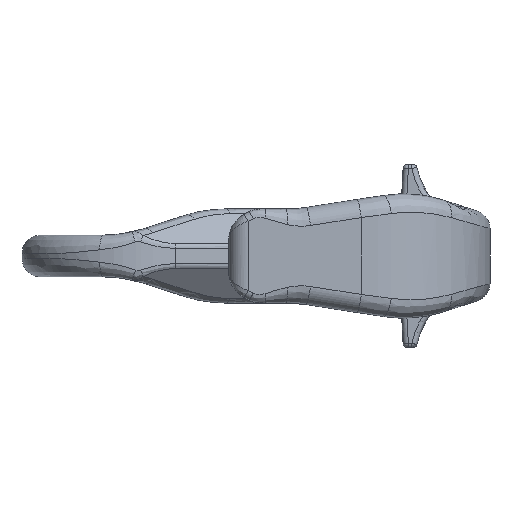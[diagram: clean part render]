
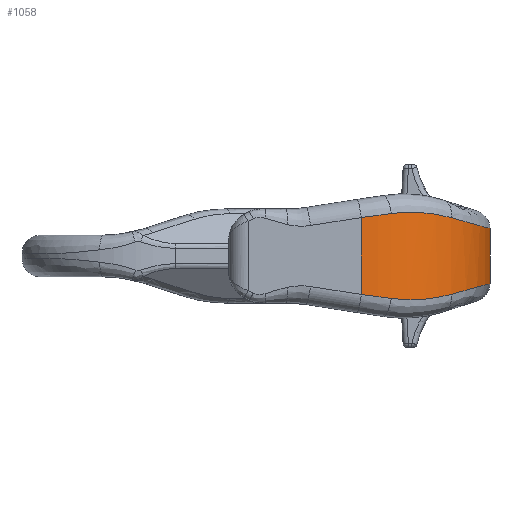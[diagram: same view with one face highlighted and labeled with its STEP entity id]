
A CAD part, front view. The second image highlights one B-rep face of the part: STEP entity #1058.
In plain terms, the highlighted cylindrical face has radius 53 mm (diameter 106 mm), a partial arc.
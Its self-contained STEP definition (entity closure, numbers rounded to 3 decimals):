
#585=CYLINDRICAL_SURFACE('',#6445,53.);
#670=FACE_OUTER_BOUND('',#2053,.T.);
#1058=ADVANCED_FACE('',(#670),#585,.T.);
#1567=LINE('',#9635,#1760);
#1568=LINE('',#9740,#1761);
#1760=VECTOR('',#6813,1.);
#1761=VECTOR('',#6816,1.);
#2053=EDGE_LOOP('',(#2656,#2657,#2658,#2659,#2660,#2661,#2662,#2663));
#2656=ORIENTED_EDGE('',*,*,#5097,.T.);
#2657=ORIENTED_EDGE('',*,*,#5098,.T.);
#2658=ORIENTED_EDGE('',*,*,#5099,.T.);
#2659=ORIENTED_EDGE('',*,*,#5100,.T.);
#2660=ORIENTED_EDGE('',*,*,#5101,.T.);
#2661=ORIENTED_EDGE('',*,*,#5102,.T.);
#2662=ORIENTED_EDGE('',*,*,#5088,.F.);
#2663=ORIENTED_EDGE('',*,*,#5103,.T.);
#4512=VERTEX_POINT('',#9634);
#4513=VERTEX_POINT('',#9636);
#4520=VERTEX_POINT('',#9723);
#4521=VERTEX_POINT('',#9724);
#4522=VERTEX_POINT('',#9739);
#4523=VERTEX_POINT('',#9741);
#4524=VERTEX_POINT('',#9756);
#4525=VERTEX_POINT('',#9769);
#5088=EDGE_CURVE('',#4512,#4513,#1567,.T.);
#5097=EDGE_CURVE('',#4520,#4521,#6007,.T.);
#5098=EDGE_CURVE('',#4521,#4522,#6008,.T.);
#5099=EDGE_CURVE('',#4522,#4523,#1568,.T.);
#5100=EDGE_CURVE('',#4523,#4524,#6009,.T.);
#5101=EDGE_CURVE('',#4524,#4525,#6010,.T.);
#5102=EDGE_CURVE('',#4525,#4513,#6011,.T.);
#5103=EDGE_CURVE('',#4512,#4520,#6012,.T.);
#6007=B_SPLINE_CURVE_WITH_KNOTS('',3,(#9711,#9712,#9713,#9714,#9715,#9716,
#9717,#9718,#9719,#9720,#9721,#9722),.UNSPECIFIED.,.F.,.F.,(4,2,2,2,2,4),
(0.,0.25,0.375,0.438,0.5,1.),.UNSPECIFIED.);
#6008=B_SPLINE_CURVE_WITH_KNOTS('',3,(#9725,#9726,#9727,#9728,#9729,#9730,
#9731,#9732,#9733,#9734,#9735,#9736,#9737,#9738),.UNSPECIFIED.,.F.,.F.,
(4,2,2,2,2,2,4),(0.,0.25,0.375,0.437,
0.469,0.5,1.),.UNSPECIFIED.);
#6009=B_SPLINE_CURVE_WITH_KNOTS('',3,(#9742,#9743,#9744,#9745,#9746,#9747,
#9748,#9749,#9750,#9751,#9752,#9753,#9754,#9755),.UNSPECIFIED.,.F.,.F.,
(4,2,2,2,2,2,4),(0.,0.25,0.375,0.438,
0.469,0.5,1.),.UNSPECIFIED.);
#6010=B_SPLINE_CURVE_WITH_KNOTS('',3,(#9757,#9758,#9759,#9760,#9761,#9762,
#9763,#9764,#9765,#9766,#9767,#9768),.UNSPECIFIED.,.F.,.F.,(4,2,2,2,2,4),
(0.,0.25,0.375,0.438,0.5,1.),.UNSPECIFIED.);
#6011=B_SPLINE_CURVE_WITH_KNOTS('',3,(#9770,#9771,#9772,#9773),
 .UNSPECIFIED.,.F.,.F.,(4,4),(0.,1.),.UNSPECIFIED.);
#6012=B_SPLINE_CURVE_WITH_KNOTS('',3,(#9774,#9775,#9776,#9777),
 .UNSPECIFIED.,.F.,.F.,(4,4),(0.,1.),.UNSPECIFIED.);
#6445=AXIS2_PLACEMENT_3D('',#9778,#6817,#6818);
#6813=DIRECTION('',(0.,0.,1.));
#6816=DIRECTION('',(0.,0.,1.));
#6817=DIRECTION('',(0.,0.,1.));
#6818=DIRECTION('',(-1.,0.,0.));
#9634=CARTESIAN_POINT('',(-4.693,-52.863,-14.706));
#9635=CARTESIAN_POINT('',(-4.693,-52.863,-27.));
#9636=CARTESIAN_POINT('',(-4.693,-52.863,14.706));
#9711=CARTESIAN_POINT('',(6.74,-50.762,-16.249));
#9712=CARTESIAN_POINT('',(8.687,-50.177,-16.512));
#9713=CARTESIAN_POINT('',(10.657,-49.463,-16.673));
#9714=CARTESIAN_POINT('',(13.618,-48.176,-16.763));
#9715=CARTESIAN_POINT('',(14.605,-47.711,-16.767));
#9716=CARTESIAN_POINT('',(16.083,-46.957,-16.736));
#9717=CARTESIAN_POINT('',(16.575,-46.697,-16.719));
#9718=CARTESIAN_POINT('',(17.557,-46.156,-16.672));
#9719=CARTESIAN_POINT('',(18.083,-45.854,-16.64));
#9720=CARTESIAN_POINT('',(22.149,-43.443,-16.342));
#9721=CARTESIAN_POINT('',(25.994,-40.585,-15.691));
#9722=CARTESIAN_POINT('',(29.665,-36.775,-14.656));
#9723=CARTESIAN_POINT('',(6.74,-50.762,-16.249));
#9724=CARTESIAN_POINT('',(29.665,-36.775,-14.656));
#9725=CARTESIAN_POINT('',(29.665,-36.775,-14.656));
#9726=CARTESIAN_POINT('',(32.096,-34.253,-13.97));
#9727=CARTESIAN_POINT('',(34.227,-31.54,-13.371));
#9728=CARTESIAN_POINT('',(36.96,-27.298,-12.6));
#9729=CARTESIAN_POINT('',(37.795,-25.856,-12.364));
#9730=CARTESIAN_POINT('',(38.932,-23.662,-12.043));
#9731=CARTESIAN_POINT('',(39.292,-22.926,-11.941));
#9732=CARTESIAN_POINT('',(39.803,-21.816,-11.797));
#9733=CARTESIAN_POINT('',(39.969,-21.445,-11.75));
#9734=CARTESIAN_POINT('',(40.292,-20.701,-11.659));
#9735=CARTESIAN_POINT('',(40.437,-20.355,-11.618));
#9736=CARTESIAN_POINT('',(43.2,-13.558,-10.839));
#9737=CARTESIAN_POINT('',(44.5,-6.734,-10.472));
#9738=CARTESIAN_POINT('',(44.5,0.,-10.472));
#9739=CARTESIAN_POINT('',(44.5,0.,-10.472));
#9740=CARTESIAN_POINT('',(44.5,0.,-27.));
#9741=CARTESIAN_POINT('',(44.5,0.,10.472));
#9742=CARTESIAN_POINT('',(44.5,0.,10.472));
#9743=CARTESIAN_POINT('',(44.5,-3.367,10.472));
#9744=CARTESIAN_POINT('',(44.178,-6.756,10.564));
#9745=CARTESIAN_POINT('',(43.203,-11.777,10.839));
#9746=CARTESIAN_POINT('',(42.796,-13.44,10.953));
#9747=CARTESIAN_POINT('',(42.064,-15.907,11.16));
#9748=CARTESIAN_POINT('',(41.799,-16.725,11.234));
#9749=CARTESIAN_POINT('',(41.372,-17.943,11.354));
#9750=CARTESIAN_POINT('',(41.225,-18.348,11.396));
#9751=CARTESIAN_POINT('',(40.92,-19.154,11.482));
#9752=CARTESIAN_POINT('',(40.752,-19.582,11.529));
#9753=CARTESIAN_POINT('',(38.171,-25.93,12.257));
#9754=CARTESIAN_POINT('',(34.527,-31.73,13.285));
#9755=CARTESIAN_POINT('',(29.665,-36.775,14.656));
#9756=CARTESIAN_POINT('',(29.665,-36.775,14.656));
#9757=CARTESIAN_POINT('',(29.665,-36.775,14.656));
#9758=CARTESIAN_POINT('',(27.83,-38.68,15.173));
#9759=CARTESIAN_POINT('',(25.947,-40.349,15.595));
#9760=CARTESIAN_POINT('',(23.139,-42.537,16.083));
#9761=CARTESIAN_POINT('',(22.206,-43.214,16.221));
#9762=CARTESIAN_POINT('',(20.818,-44.156,16.393));
#9763=CARTESIAN_POINT('',(20.357,-44.458,16.444));
#9764=CARTESIAN_POINT('',(19.442,-45.039,16.535));
#9765=CARTESIAN_POINT('',(19.024,-45.297,16.571));
#9766=CARTESIAN_POINT('',(14.627,-47.904,16.894));
#9767=CARTESIAN_POINT('',(10.634,-49.593,16.775));
#9768=CARTESIAN_POINT('',(6.74,-50.762,16.249));
#9769=CARTESIAN_POINT('',(6.74,-50.762,16.249));
#9770=CARTESIAN_POINT('',(6.74,-50.762,16.249));
#9771=CARTESIAN_POINT('',(3.763,-51.655,15.847));
#9772=CARTESIAN_POINT('',(-0.048,-52.529,15.333));
#9773=CARTESIAN_POINT('',(-4.693,-52.863,14.706));
#9774=CARTESIAN_POINT('',(-4.693,-52.863,-14.706));
#9775=CARTESIAN_POINT('',(-0.048,-52.529,-15.333));
#9776=CARTESIAN_POINT('',(3.763,-51.655,-15.847));
#9777=CARTESIAN_POINT('',(6.74,-50.762,-16.249));
#9778=CARTESIAN_POINT('',(-8.5,0.,-27.));
